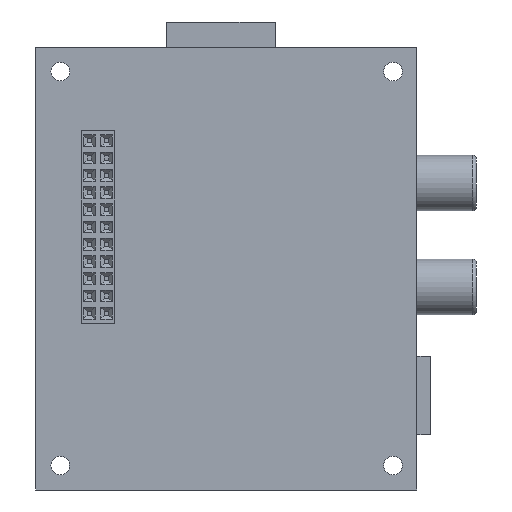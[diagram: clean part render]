
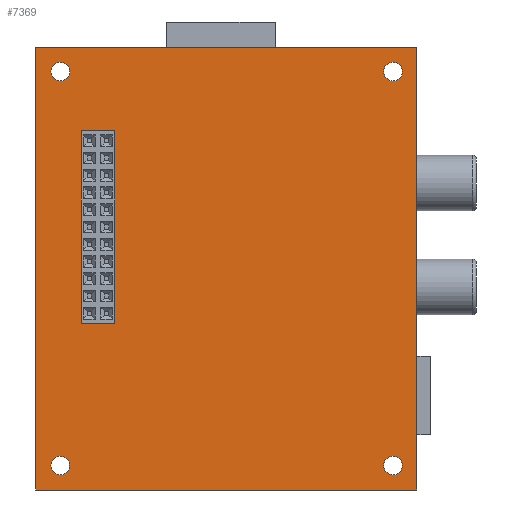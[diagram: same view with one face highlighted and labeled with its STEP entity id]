
A CAD part, front view. The second image highlights one B-rep face of the part: STEP entity #7369.
In plain terms, the highlighted planar face has unit normal (0, -1, 0).
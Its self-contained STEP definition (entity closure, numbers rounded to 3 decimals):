
#356=LINE('',#10852,#1146);
#359=LINE('',#10857,#1149);
#361=LINE('',#10861,#1151);
#363=LINE('',#10864,#1153);
#428=LINE('',#11047,#1218);
#431=LINE('',#11052,#1221);
#433=LINE('',#11056,#1223);
#435=LINE('',#11059,#1225);
#1146=VECTOR('',#8768,10.);
#1149=VECTOR('',#8773,10.);
#1151=VECTOR('',#8777,10.);
#1153=VECTOR('',#8781,10.);
#1218=VECTOR('',#8974,10.);
#1221=VECTOR('',#8979,10.);
#1223=VECTOR('',#8983,10.);
#1225=VECTOR('',#8987,10.);
#1760=PLANE('',#7862);
#2107=FACE_BOUND('',#2801,.T.);
#2108=FACE_BOUND('',#2802,.T.);
#2109=FACE_BOUND('',#2803,.T.);
#2110=FACE_BOUND('',#2804,.T.);
#2111=FACE_BOUND('',#2805,.T.);
#2272=FACE_OUTER_BOUND('',#2800,.T.);
#2800=EDGE_LOOP('',(#5612,#5613,#5614,#5615));
#2801=EDGE_LOOP('',(#5616,#5617,#5618,#5619));
#2802=EDGE_LOOP('',(#5620));
#2803=EDGE_LOOP('',(#5621));
#2804=EDGE_LOOP('',(#5622));
#2805=EDGE_LOOP('',(#5623));
#3175=CIRCLE('',#7850,1.375);
#3176=CIRCLE('',#7852,1.375);
#3177=CIRCLE('',#7854,1.375);
#3178=CIRCLE('',#7856,1.375);
#3543=VERTEX_POINT('',#10850);
#3544=VERTEX_POINT('',#10851);
#3545=VERTEX_POINT('',#10856);
#3546=VERTEX_POINT('',#10860);
#3595=VERTEX_POINT('',#11033);
#3596=VERTEX_POINT('',#11036);
#3597=VERTEX_POINT('',#11039);
#3598=VERTEX_POINT('',#11042);
#3599=VERTEX_POINT('',#11045);
#3600=VERTEX_POINT('',#11046);
#3601=VERTEX_POINT('',#11051);
#3602=VERTEX_POINT('',#11055);
#4242=EDGE_CURVE('',#3543,#3544,#356,.T.);
#4245=EDGE_CURVE('',#3544,#3545,#359,.T.);
#4247=EDGE_CURVE('',#3545,#3546,#361,.T.);
#4249=EDGE_CURVE('',#3546,#3543,#363,.T.);
#4326=EDGE_CURVE('',#3595,#3595,#3175,.T.);
#4327=EDGE_CURVE('',#3596,#3596,#3176,.T.);
#4328=EDGE_CURVE('',#3597,#3597,#3177,.T.);
#4329=EDGE_CURVE('',#3598,#3598,#3178,.T.);
#4330=EDGE_CURVE('',#3599,#3600,#428,.T.);
#4333=EDGE_CURVE('',#3600,#3601,#431,.T.);
#4335=EDGE_CURVE('',#3601,#3602,#433,.T.);
#4337=EDGE_CURVE('',#3602,#3599,#435,.T.);
#5612=ORIENTED_EDGE('',*,*,#4337,.T.);
#5613=ORIENTED_EDGE('',*,*,#4330,.T.);
#5614=ORIENTED_EDGE('',*,*,#4333,.T.);
#5615=ORIENTED_EDGE('',*,*,#4335,.T.);
#5616=ORIENTED_EDGE('',*,*,#4242,.T.);
#5617=ORIENTED_EDGE('',*,*,#4245,.T.);
#5618=ORIENTED_EDGE('',*,*,#4247,.T.);
#5619=ORIENTED_EDGE('',*,*,#4249,.T.);
#5620=ORIENTED_EDGE('',*,*,#4329,.F.);
#5621=ORIENTED_EDGE('',*,*,#4328,.F.);
#5622=ORIENTED_EDGE('',*,*,#4327,.F.);
#5623=ORIENTED_EDGE('',*,*,#4326,.F.);
#7369=ADVANCED_FACE('',(#2272,#2107,#2108,#2109,#2110,#2111),#1760,.F.);
#7850=AXIS2_PLACEMENT_3D('',#11034,#8958,#8959);
#7852=AXIS2_PLACEMENT_3D('',#11037,#8962,#8963);
#7854=AXIS2_PLACEMENT_3D('',#11040,#8966,#8967);
#7856=AXIS2_PLACEMENT_3D('',#11043,#8970,#8971);
#7862=AXIS2_PLACEMENT_3D('',#11093,#9006,#9007);
#8768=DIRECTION('',(0.,0.,1.));
#8773=DIRECTION('',(1.,0.,0.));
#8777=DIRECTION('',(0.,0.,-1.));
#8781=DIRECTION('',(-1.,0.,0.));
#8958=DIRECTION('center_axis',(0.,-1.,0.));
#8959=DIRECTION('ref_axis',(1.,0.,0.));
#8962=DIRECTION('center_axis',(0.,-1.,0.));
#8963=DIRECTION('ref_axis',(1.,0.,0.));
#8966=DIRECTION('center_axis',(0.,-1.,0.));
#8967=DIRECTION('ref_axis',(1.,0.,0.));
#8970=DIRECTION('center_axis',(0.,-1.,0.));
#8971=DIRECTION('ref_axis',(1.,0.,0.));
#8974=DIRECTION('',(0.,0.,1.));
#8979=DIRECTION('',(-1.,0.,0.));
#8983=DIRECTION('',(0.,0.,-1.));
#8987=DIRECTION('',(1.,0.,0.));
#9006=DIRECTION('center_axis',(0.,1.,0.));
#9007=DIRECTION('ref_axis',(1.,0.,0.));
#10850=CARTESIAN_POINT('',(-21.35,0.,-8.1));
#10851=CARTESIAN_POINT('',(-21.35,0.,20.3));
#10852=CARTESIAN_POINT('',(-21.35,0.,10.15));
#10856=CARTESIAN_POINT('',(-16.45,0.,20.3));
#10857=CARTESIAN_POINT('',(-8.225,0.,20.3));
#10860=CARTESIAN_POINT('',(-16.45,0.,-8.1));
#10861=CARTESIAN_POINT('',(-16.45,0.,-4.05));
#10864=CARTESIAN_POINT('',(-10.675,0.,-8.1));
#11033=CARTESIAN_POINT('',(-25.825,0.,-29.));
#11034=CARTESIAN_POINT('Origin',(-24.45,0.,-29.));
#11036=CARTESIAN_POINT('',(23.175,0.,-29.));
#11037=CARTESIAN_POINT('Origin',(24.55,0.,-29.));
#11039=CARTESIAN_POINT('',(23.175,0.,29.));
#11040=CARTESIAN_POINT('Origin',(24.55,0.,29.));
#11042=CARTESIAN_POINT('',(-25.825,0.,29.));
#11043=CARTESIAN_POINT('Origin',(-24.45,0.,29.));
#11045=CARTESIAN_POINT('',(28.05,0.,-32.6));
#11046=CARTESIAN_POINT('',(28.05,0.,32.6));
#11047=CARTESIAN_POINT('',(28.05,0.,-32.6));
#11051=CARTESIAN_POINT('',(-28.05,0.,32.6));
#11052=CARTESIAN_POINT('',(28.05,0.,32.6));
#11055=CARTESIAN_POINT('',(-28.05,0.,-32.6));
#11056=CARTESIAN_POINT('',(-28.05,0.,32.6));
#11059=CARTESIAN_POINT('',(-28.05,0.,-32.6));
#11093=CARTESIAN_POINT('Origin',(0.,0.,0.));
